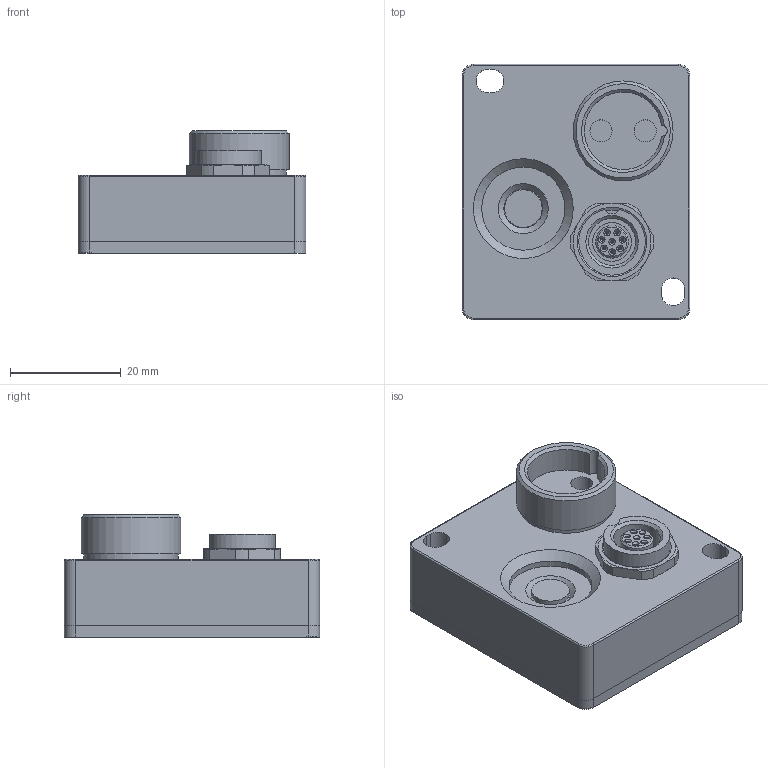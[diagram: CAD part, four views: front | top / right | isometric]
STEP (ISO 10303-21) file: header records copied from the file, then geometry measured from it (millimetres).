
FILE_DESCRIPTION(/* description */ ('Alibre Inc.'),/* implementation_level */ '2;1');
FILE_NAME(/* name */ 'export0',/* time_stamp */ '2018-01-16T17:43:21+01:00',/* author */ (''),/* organization */ (''),/* preprocessor_version */ 'ST-DEVELOPER v14',/* originating_system */ 'Alibre',/* authorisation */ '');
FILE_SCHEMA (('CONFIG_CONTROL_DESIGN'));
Length unit declared in the file: centimetre
Products named in the file (9): ID_1; kborF7AB2brn; ID_2; ID_3; ID_4; 228155_AllCATPart; DIN EN ISO 7046-2 - d M2 x l 5 - 8.8 - H1; ID_5
Bounding box: 41 x 46 x 22 mm (x, y, z)
Volume: 26399 mm3; surface area: 14401.4 mm2
Topology: 10 solids, 16 shells, 943 faces, 2374 edges, 1496 vertices
Faces by surface type: plane 431, cylinder 258, cone 94, torus 80, sphere 48, extrusion 16, bspline 16
Full cylindrical faces by diameter (mm): 0.57 x8, 0.6 x8, 1 x8, 1.6 x7, 2.2 x4, 4 x2, 4.7 x1, 6.2 x1, 7 x2, 7.5 x1, 8.459 x1, 9.05 x1, 9.8 x1, 12 x1, 12.2 x1, 15 x2, 16 x1, 17 x1, 18 x1
Entity records: 27130 total; most frequent: CARTESIAN_POINT 7397, ORIENTED_EDGE 3906, DIRECTION 3478, EDGE_CURVE 1953, AXIS2_PLACEMENT_3D 1481, VERTEX_POINT 1289, FACE_BOUND 1036, EDGE_LOOP 1028
